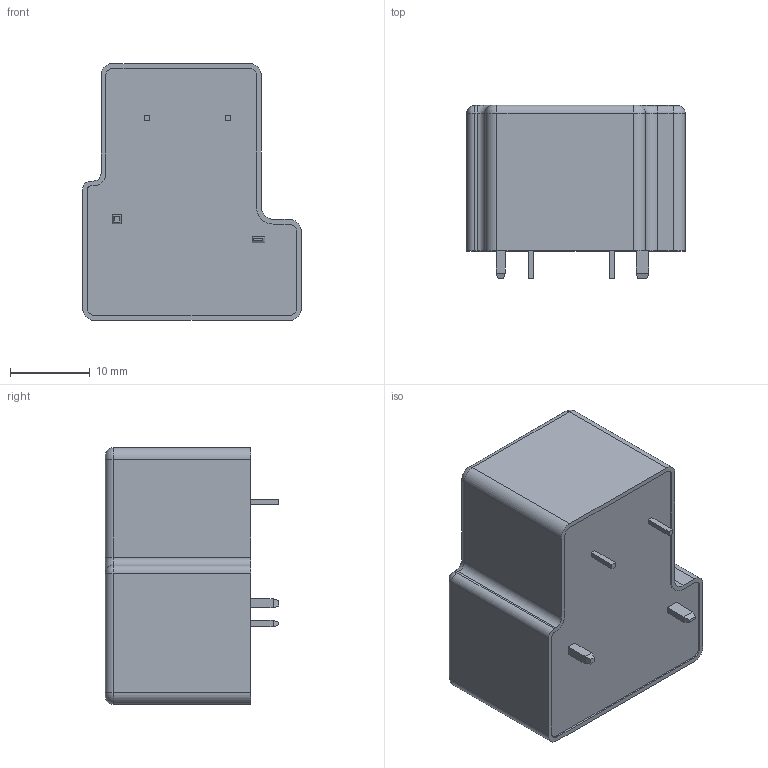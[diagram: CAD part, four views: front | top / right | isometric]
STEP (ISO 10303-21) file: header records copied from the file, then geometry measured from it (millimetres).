
FILE_DESCRIPTION (( 'STEP AP214' ), '1' );
FILE_NAME ('R40N-3021.STEP', '2022-12-22T10:11:48', ( '' ), ( '' ), 'SwSTEP 2.0', 'SolidWorks 2020', '' );
FILE_SCHEMA (( 'AUTOMOTIVE_DESIGN' ));
Length unit declared in the file: millimetre
Products named in the file (1): R40N-3021
Bounding box: 27.43 x 21.77 x 32.26 mm (x, y, z)
Volume: 13570.8 mm3; surface area: 3620.5 mm2
Topology: 1 solids, 1 shells, 211 faces, 537 edges, 349 vertices
Faces by surface type: plane 126, bspline 53, cylinder 24, torus 7, sphere 1
Entity records: 10232 total; most frequent: CARTESIAN_POINT 4486, ORIENTED_EDGE 1072, DIRECTION 803, EDGE_CURVE 536, LINE 375, VECTOR 375, VERTEX_POINT 349, EDGE_LOOP 233
